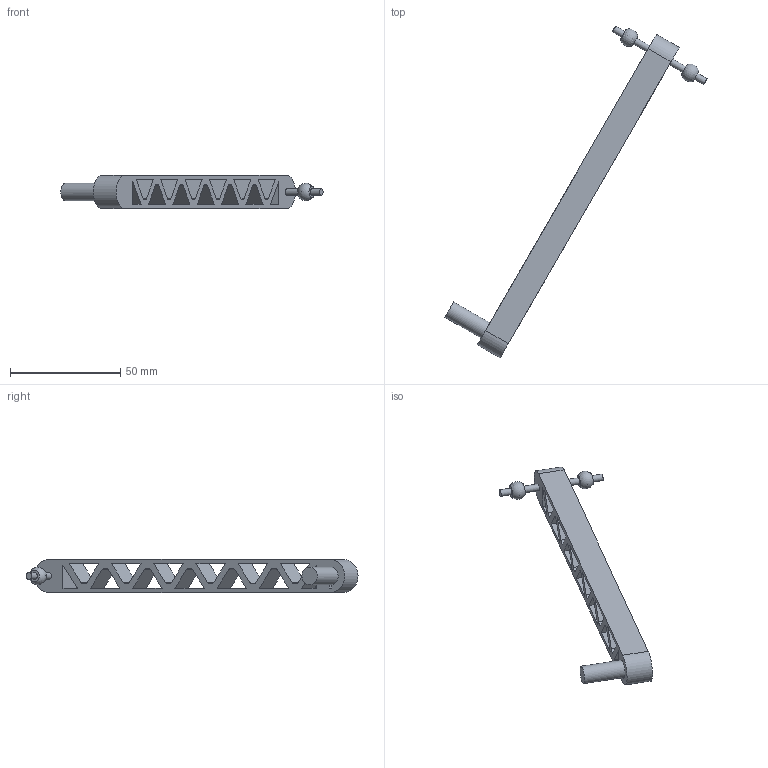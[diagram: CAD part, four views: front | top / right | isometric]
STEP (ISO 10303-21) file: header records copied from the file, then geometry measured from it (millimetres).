
FILE_DESCRIPTION(/* description */ (''),/* implementation_level */ '2;1');
FILE_NAME(/* name */ 'Arm.step',/* time_stamp */ '2023-01-22T10:53:20+05:30',/* author */ (''),/* organization */ (''),/* preprocessor_version */ 'ST-DEVELOPER v19.2',/* originating_system */ 'Autodesk Translation Framework v11.17.0.187',/* authorisation */ '');
FILE_SCHEMA (('AUTOMOTIVE_DESIGN { 1 0 10303 214 3 1 1 }'));
Length unit declared in the file: millimetre
Products named in the file (6): Stand_New; Elbow_for3DPrinting_V1 v13; Ball Joint_1 v2; Joint Ball 1; Ball Joint_1 v2 (1); Joint Ball 1 (1)
Assembly tree (5 placements, depth 4):
  Stand_New
    Elbow_for3DPrinting_V1 v13
      Ball Joint_1 v2
        Joint Ball 1
      Ball Joint_1 v2 (1)
        Joint Ball 1 (1)
Bounding box: 119.12 x 150.86 x 15 mm (x, y, z)
Volume: 18905.3 mm3; surface area: 14313.1 mm2
Topology: 3 solids, 3 shells, 74 faces, 199 edges, 134 vertices
Faces by surface type: plane 54, cylinder 18, sphere 2
Full cylindrical faces by diameter (mm): 3 x4, 8 x1
Entity records: 2533 total; most frequent: CARTESIAN_POINT 414, DIRECTION 409, ORIENTED_EDGE 390, EDGE_CURVE 195, LINE 151, VECTOR 151, VERTEX_POINT 134, AXIS2_PLACEMENT_3D 129
